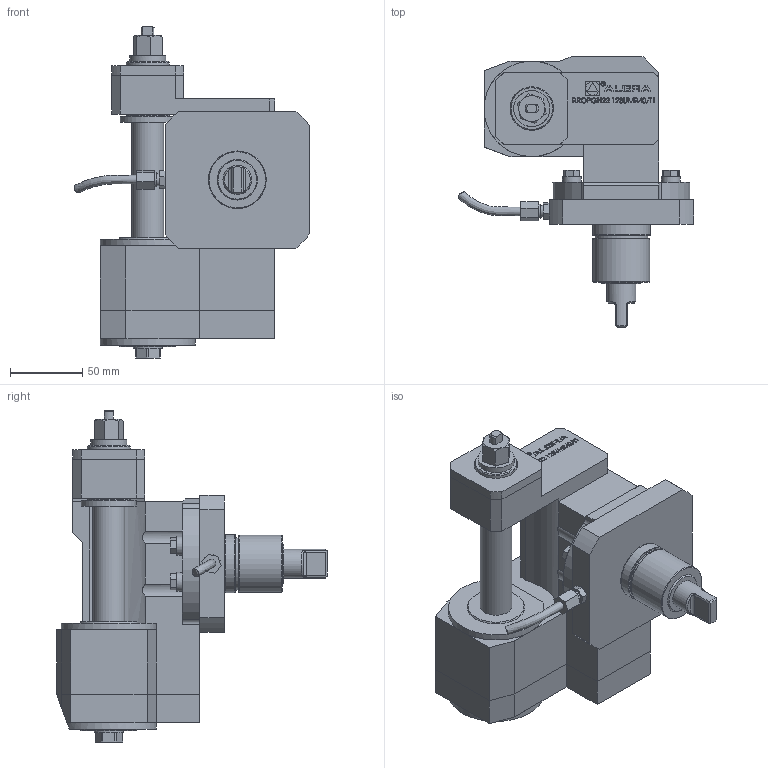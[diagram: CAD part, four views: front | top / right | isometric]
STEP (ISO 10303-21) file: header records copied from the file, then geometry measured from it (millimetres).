
FILE_DESCRIPTION (( 'STEP AP214' ), '1' );
FILE_NAME ('RROPGH22123UMR40T1.STEP', '2025-05-22T09:08:29', ( '' ), ( '' ), 'SwSTEP 2.0', 'SolidWorks 2023', '' );
FILE_SCHEMA (( 'AUTOMOTIVE_DESIGN' ));
Length unit declared in the file: millimetre
Products named in the file (1): RROPGH22123UMR40T1
Bounding box: 162.79 x 187.2 x 229.9 mm (x, y, z)
Volume: 1418906.2 mm3; surface area: 120589.2 mm2
Topology: 1 solids, 1 shells, 642 faces, 1660 edges, 1089 vertices
Faces by surface type: plane 420, cylinder 102, bspline 97, cone 18, torus 5
Full cylindrical faces by diameter (mm): 2.55 x1, 3.15 x1, 8.15 x1, 9.55 x1, 9.8 x1, 13 x4, 20 x2, 22 x1, 25 x1, 30 x2, 36.4 x1, 38 x1, 39.5 x1, 40 x1
Entity records: 29823 total; most frequent: CARTESIAN_POINT 10992, ORIENTED_EDGE 3234, DIRECTION 2709, EDGE_CURVE 1617, LINE 1147, VECTOR 1147, VERTEX_POINT 1077, AXIS2_PLACEMENT_3D 781
